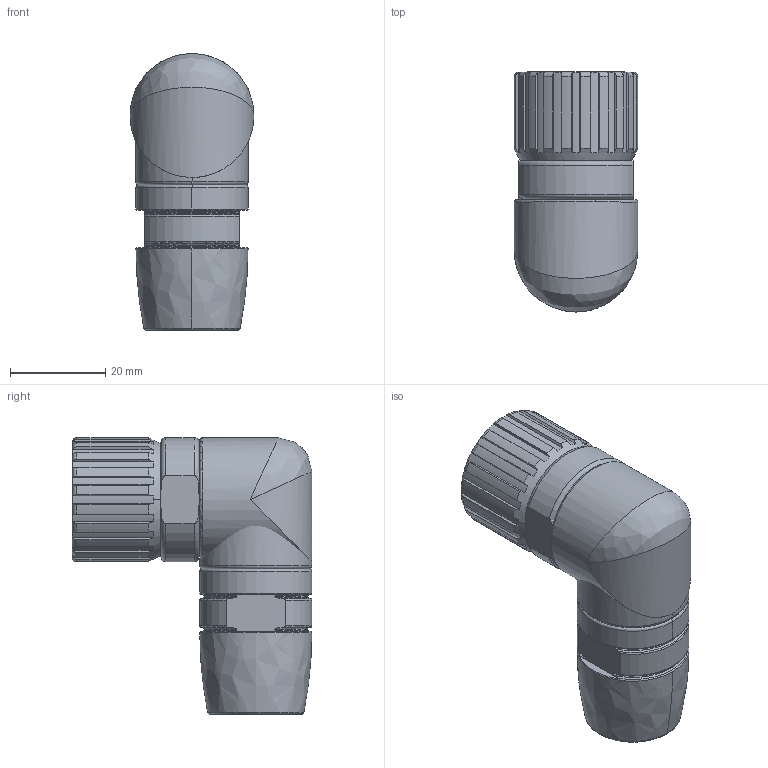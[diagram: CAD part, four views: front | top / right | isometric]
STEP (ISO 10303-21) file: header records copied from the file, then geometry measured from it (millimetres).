
FILE_DESCRIPTION((''),'2;1');
FILE_NAME('10-1','2017-08-10T',('ch.chen'),(''),'PRO/ENGINEER BY PARAMETRIC TECHNOLOGY CORPORATION, 2012480','PRO/ENGINEER BY PARAMETRIC TECHNOLOGY CORPORATION, 2012480','');
FILE_SCHEMA(('AUTOMOTIVE_DESIGN { 1 0 10303 214 1 1 1 1 }'));
Length unit declared in the file: millimetre
Products named in the file (1): 10-1
Bounding box: 25.92 x 50.25 x 58 mm (x, y, z)
Volume: 18418 mm3; surface area: 18191.5 mm2
Topology: 1 solids, 1 shells, 451 faces, 1314 edges, 874 vertices
Faces by surface type: plane 163, cylinder 155, cone 56, torus 42, bspline 35
Entity records: 23787 total; most frequent: CARTESIAN_POINT 12148, ORIENTED_EDGE 2628, DIRECTION 2232, EDGE_CURVE 1314, AXIS2_PLACEMENT_3D 897, VERTEX_POINT 874, EDGE_LOOP 488, CIRCLE 481
